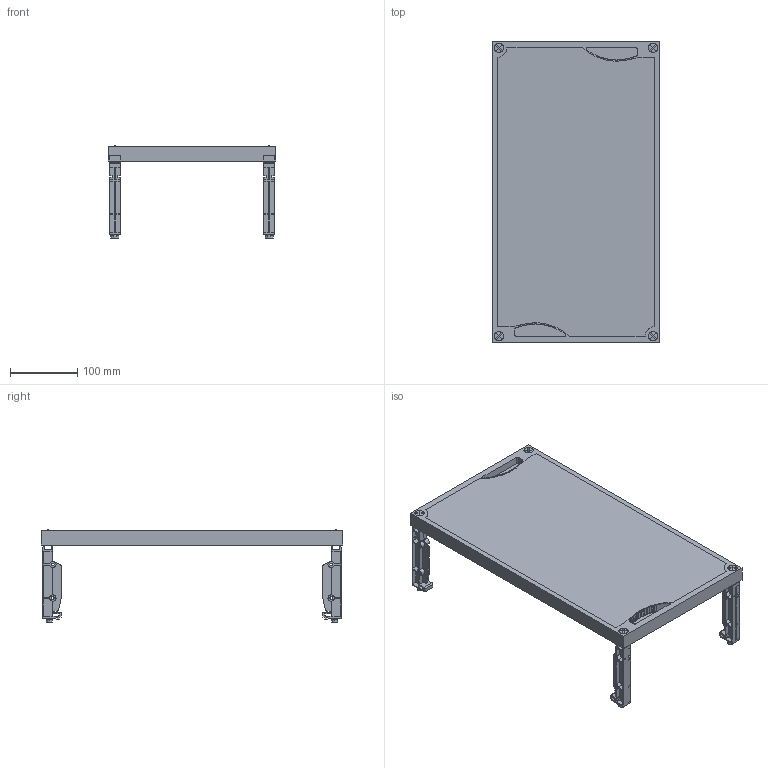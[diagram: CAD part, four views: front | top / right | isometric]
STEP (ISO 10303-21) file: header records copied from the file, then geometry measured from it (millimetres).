
FILE_DESCRIPTION(('STEP AP214'),'1');
FILE_NAME('cctmp_9D41D6B3-280C-4B2A-A071-8BD285B87783_2024_05_23_13_31_30_0425..stp','2024-05-23T11:31:30',('SIEMENS A&D'),('CADClick - www.CADClick.com'),'Spatial InterOp 3D',' ','unknown authorization');
FILE_SCHEMA(('AUTOMOTIVE_DESIGN'));
Length unit declared in the file: millimetre
Products named in the file (11): cc_unnamed; 2024_05_23_13_31_30_0393; 2024_05_23_13_31_30_0362; 2024_05_23_13_31_30_0331; 2024_05_23_13_31_30_0299; 2024_05_23_13_31_30_0237; 2024_05_23_13_31_30_0206; 2024_05_23_13_31_30_0175; 2024_05_23_13_31_30_0143; 2024_05_23_13_31_30_0065; 2024_05_23_13_31_30_0034
Assembly tree (10 placements, depth 2):
  cc_unnamed
    2024_05_23_13_31_30_0393
    2024_05_23_13_31_30_0362
    2024_05_23_13_31_30_0331
    2024_05_23_13_31_30_0299
    2024_05_23_13_31_30_0237
    2024_05_23_13_31_30_0206
    2024_05_23_13_31_30_0175
    2024_05_23_13_31_30_0143
    2024_05_23_13_31_30_0065
    2024_05_23_13_31_30_0034
Bounding box: 250 x 450 x 137.23 mm (x, y, z)
Volume: 2494788.1 mm3; surface area: 385908.5 mm2
Topology: 10 solids, 10 shells, 978 faces, 2688 edges, 1768 vertices
Faces by surface type: plane 682, cylinder 272, torus 16, cone 8
Entity records: 39852 total; most frequent: CARTESIAN_POINT 6221, ORIENTED_EDGE 5376, DIRECTION 5298, EDGE_CURVE 2688, LINE 1944, VECTOR 1944, VERTEX_POINT 1768, AXIS2_PLACEMENT_3D 1677
